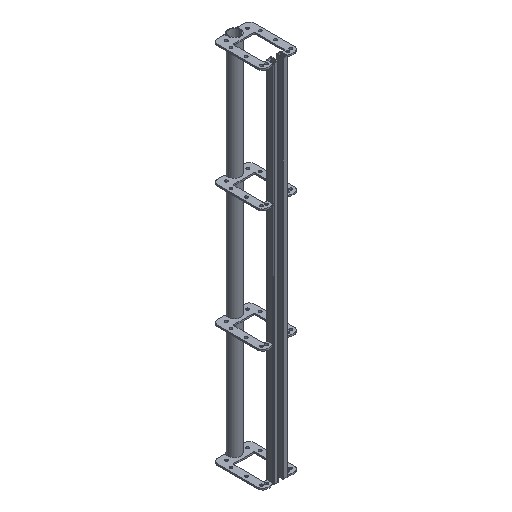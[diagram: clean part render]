
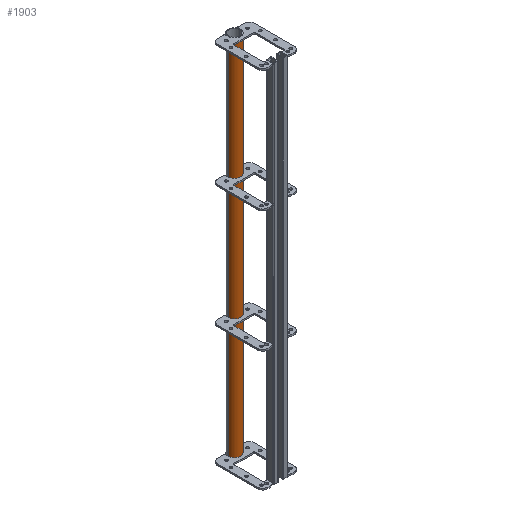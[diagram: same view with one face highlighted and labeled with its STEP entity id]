
A CAD part, isometric view. The second image highlights one B-rep face of the part: STEP entity #1903.
In plain terms, the highlighted cylindrical face has radius 12.7 mm (diameter 25.4 mm), a partial arc.
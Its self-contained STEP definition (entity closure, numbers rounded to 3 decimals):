
#81 = ORIENTED_EDGE ( 'NONE', *, *, #1171, .F. ) ;
#152 = CARTESIAN_POINT ( 'NONE',  ( 0., 0., 750. ) ) ;
#227 = VERTEX_POINT ( 'NONE', #1882 ) ;
#289 = DIRECTION ( 'NONE',  ( 0., 0., -1. ) ) ;
#389 = DIRECTION ( 'NONE',  ( 0., 0., 1. ) ) ;
#397 = LINE ( 'NONE', #510, #2012 ) ;
#404 = VECTOR ( 'NONE', #289, 1000. ) ;
#510 = CARTESIAN_POINT ( 'NONE',  ( 12.7, 0., 750. ) ) ;
#577 = CARTESIAN_POINT ( 'NONE',  ( 12.7, 0., 0. ) ) ;
#584 = AXIS2_PLACEMENT_3D ( 'NONE', #2208, #2418, #1522 ) ;
#659 = CARTESIAN_POINT ( 'NONE',  ( 12.7, 0., 750. ) ) ;
#703 = VERTEX_POINT ( 'NONE', #659 ) ;
#733 = ORIENTED_EDGE ( 'NONE', *, *, #2211, .T. ) ;
#734 = CARTESIAN_POINT ( 'NONE',  ( -12.7, 0., 750. ) ) ;
#878 = AXIS2_PLACEMENT_3D ( 'NONE', #2600, #2614, #2152 ) ;
#924 = EDGE_CURVE ( 'NONE', #703, #1328, #397, .T. ) ;
#1171 = EDGE_CURVE ( 'NONE', #2127, #703, #1660, .T. ) ;
#1299 = ORIENTED_EDGE ( 'NONE', *, *, #2305, .T. ) ;
#1328 = VERTEX_POINT ( 'NONE', #577 ) ;
#1522 = DIRECTION ( 'NONE',  ( -1., 0., 0. ) ) ;
#1660 = CIRCLE ( 'NONE', #2005, 12.7 ) ;
#1711 = LINE ( 'NONE', #734, #404 ) ;
#1747 = ORIENTED_EDGE ( 'NONE', *, *, #924, .F. ) ;
#1882 = CARTESIAN_POINT ( 'NONE',  ( -12.7, 0., 0. ) ) ;
#1903 = ADVANCED_FACE ( 'NONE', ( #2097 ), #2328, .T. ) ;
#1922 = DIRECTION ( 'NONE',  ( 1., 0., 0. ) ) ;
#2005 = AXIS2_PLACEMENT_3D ( 'NONE', #152, #389, #1922 ) ;
#2012 = VECTOR ( 'NONE', #2711, 1000. ) ;
#2097 = FACE_OUTER_BOUND ( 'NONE', #2678, .T. ) ;
#2127 = VERTEX_POINT ( 'NONE', #2663 ) ;
#2152 = DIRECTION ( 'NONE',  ( 1., 0., 0. ) ) ;
#2208 = CARTESIAN_POINT ( 'NONE',  ( 0., 0., 750. ) ) ;
#2211 = EDGE_CURVE ( 'NONE', #2127, #227, #1711, .T. ) ;
#2305 = EDGE_CURVE ( 'NONE', #227, #1328, #2812, .T. ) ;
#2328 = CYLINDRICAL_SURFACE ( 'NONE', #584, 12.7 ) ;
#2418 = DIRECTION ( 'NONE',  ( 0., 0., -1. ) ) ;
#2600 = CARTESIAN_POINT ( 'NONE',  ( 0., 0., 0. ) ) ;
#2614 = DIRECTION ( 'NONE',  ( 0., 0., 1. ) ) ;
#2663 = CARTESIAN_POINT ( 'NONE',  ( -12.7, 0., 750. ) ) ;
#2678 = EDGE_LOOP ( 'NONE', ( #1747, #81, #733, #1299 ) ) ;
#2711 = DIRECTION ( 'NONE',  ( 0., 0., -1. ) ) ;
#2812 = CIRCLE ( 'NONE', #878, 12.7 ) ;
